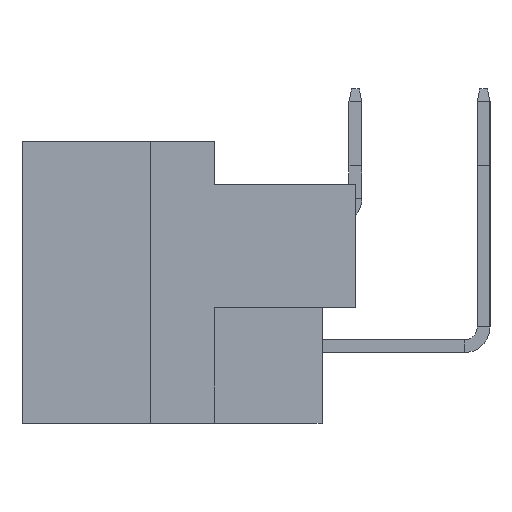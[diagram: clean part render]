
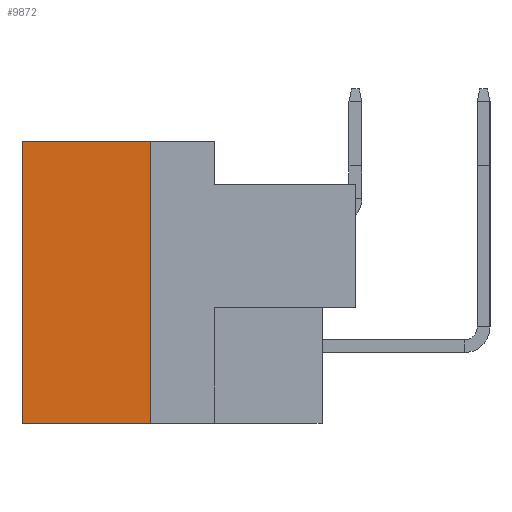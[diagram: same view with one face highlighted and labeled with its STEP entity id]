
A CAD part, left-side view. The second image highlights one B-rep face of the part: STEP entity #9872.
In plain terms, the highlighted planar face has unit normal (-1, 0, 0).
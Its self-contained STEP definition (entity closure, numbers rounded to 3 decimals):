
#646 = EDGE_CURVE('',#647,#649,#651,.T.);
#647 = VERTEX_POINT('',#648);
#648 = CARTESIAN_POINT('',(-43.501,5.178,0.));
#649 = VERTEX_POINT('',#650);
#650 = CARTESIAN_POINT('',(-43.501,-5.822,0.));
#651 = LINE('',#652,#653);
#652 = CARTESIAN_POINT('',(-43.501,2.428,0.));
#653 = VECTOR('',#654,1.);
#654 = DIRECTION('',(0.,-1.,0.));
#9780 = VERTEX_POINT('',#9781);
#9781 = CARTESIAN_POINT('',(-43.501,5.178,-5.));
#9787 = EDGE_CURVE('',#9780,#647,#9788,.T.);
#9788 = LINE('',#9789,#9790);
#9789 = CARTESIAN_POINT('',(-43.501,5.178,0.));
#9790 = VECTOR('',#9791,1.);
#9791 = DIRECTION('',(0.,0.,1.));
#9853 = EDGE_CURVE('',#649,#9854,#9856,.T.);
#9854 = VERTEX_POINT('',#9855);
#9855 = CARTESIAN_POINT('',(-43.501,-5.822,-5.));
#9856 = LINE('',#9857,#9858);
#9857 = CARTESIAN_POINT('',(-43.501,-5.822,0.));
#9858 = VECTOR('',#9859,1.);
#9859 = DIRECTION('',(0.,0.,-1.));
#9872 = ADVANCED_FACE('',(#9873),#9884,.F.);
#9873 = FACE_BOUND('',#9874,.T.);
#9874 = EDGE_LOOP('',(#9875,#9876,#9877,#9883));
#9875 = ORIENTED_EDGE('',*,*,#646,.F.);
#9876 = ORIENTED_EDGE('',*,*,#9787,.F.);
#9877 = ORIENTED_EDGE('',*,*,#9878,.T.);
#9878 = EDGE_CURVE('',#9780,#9854,#9879,.T.);
#9879 = LINE('',#9880,#9881);
#9880 = CARTESIAN_POINT('',(-43.501,-5.822,-5.));
#9881 = VECTOR('',#9882,1.);
#9882 = DIRECTION('',(0.,-1.,0.));
#9883 = ORIENTED_EDGE('',*,*,#9853,.F.);
#9884 = PLANE('',#9885);
#9885 = AXIS2_PLACEMENT_3D('',#9886,#9887,#9888);
#9886 = CARTESIAN_POINT('',(-43.501,5.178,0.));
#9887 = DIRECTION('',(1.,0.,0.));
#9888 = DIRECTION('',(0.,-1.,0.));
